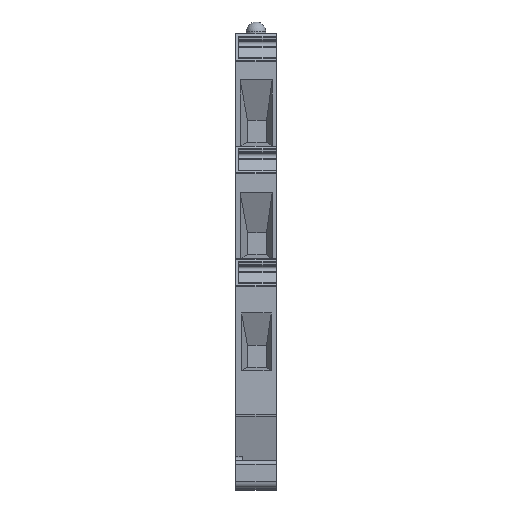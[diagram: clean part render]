
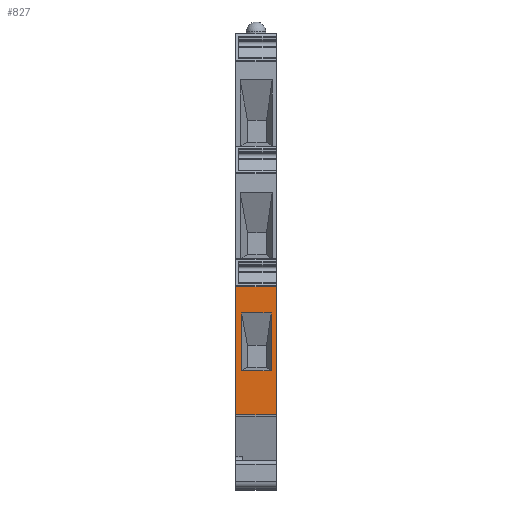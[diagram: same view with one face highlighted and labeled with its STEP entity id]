
A CAD part, left-side view. The second image highlights one B-rep face of the part: STEP entity #827.
In plain terms, the highlighted planar face has unit normal (-1, 0, 0).
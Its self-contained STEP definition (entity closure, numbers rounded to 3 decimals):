
#827 = ADVANCED_FACE( '', ( #1710, #1711 ), #1712, .F. );
#1710 = FACE_BOUND( '', #3386, .T. );
#1711 = FACE_OUTER_BOUND( '', #3387, .T. );
#1712 = PLANE( '', #3388 );
#3386 = EDGE_LOOP( '', ( #6010, #6011, #6012, #6013 ) );
#3387 = EDGE_LOOP( '', ( #6014, #6015, #6016, #6017 ) );
#3388 = AXIS2_PLACEMENT_3D( '', #6018, #6019, #6020 );
#6010 = ORIENTED_EDGE( '', *, *, #7500, .T. );
#6011 = ORIENTED_EDGE( '', *, *, #7475, .T. );
#6012 = ORIENTED_EDGE( '', *, *, #6729, .T. );
#6013 = ORIENTED_EDGE( '', *, *, #7511, .T. );
#6014 = ORIENTED_EDGE( '', *, *, #6992, .T. );
#6015 = ORIENTED_EDGE( '', *, *, #7512, .F. );
#6016 = ORIENTED_EDGE( '', *, *, #7251, .F. );
#6017 = ORIENTED_EDGE( '', *, *, #6862, .T. );
#6018 = CARTESIAN_POINT( '', ( -41.75, 6., -6.448 ) );
#6019 = DIRECTION( '', ( 1., 0., 0. ) );
#6020 = DIRECTION( '', ( 0., 0., -1. ) );
#6729 = EDGE_CURVE( '', #8116, #8121, #8123, .T. );
#6862 = EDGE_CURVE( '', #8343, #8341, #8344, .T. );
#6992 = EDGE_CURVE( '', #8341, #8549, #8551, .T. );
#7251 = EDGE_CURVE( '', #8343, #8940, #8941, .T. );
#7475 = EDGE_CURVE( '', #9195, #8116, #9197, .T. );
#7500 = EDGE_CURVE( '', #9221, #9195, #9223, .T. );
#7511 = EDGE_CURVE( '', #8121, #9221, #9234, .T. );
#7512 = EDGE_CURVE( '', #8940, #8549, #9235, .T. );
#8116 = VERTEX_POINT( '', #10055 );
#8121 = VERTEX_POINT( '', #10062 );
#8123 = LINE( '', #10065, #10066 );
#8341 = VERTEX_POINT( '', #10379 );
#8343 = VERTEX_POINT( '', #10381 );
#8344 = LINE( '', #10382, #10383 );
#8549 = VERTEX_POINT( '', #10705 );
#8551 = LINE( '', #10707, #10708 );
#8940 = VERTEX_POINT( '', #11243 );
#8941 = LINE( '', #11244, #11245 );
#9195 = VERTEX_POINT( '', #11684 );
#9197 = LINE( '', #11687, #11688 );
#9221 = VERTEX_POINT( '', #11720 );
#9223 = LINE( '', #11723, #11724 );
#9234 = LINE( '', #11737, #11738 );
#9235 = LINE( '', #11739, #11740 );
#10055 = CARTESIAN_POINT( '', ( -41.75, 0.766, -7.598 ) );
#10062 = CARTESIAN_POINT( '', ( -41.75, 0.766, -16.09 ) );
#10065 = CARTESIAN_POINT( '', ( -41.75, 0.766, -6.448 ) );
#10066 = VECTOR( '', #12203, 1000. );
#10379 = CARTESIAN_POINT( '', ( -41.75, 0., -22.565 ) );
#10381 = CARTESIAN_POINT( '', ( -41.75, 6., -22.565 ) );
#10382 = CARTESIAN_POINT( '', ( -41.75, 6., -22.565 ) );
#10383 = VECTOR( '', #12370, 1000. );
#10705 = CARTESIAN_POINT( '', ( -41.75, 0., -3.7 ) );
#10707 = CARTESIAN_POINT( '', ( -41.75, 0., -6.448 ) );
#10708 = VECTOR( '', #12568, 1000. );
#11243 = CARTESIAN_POINT( '', ( -41.75, 6., -3.7 ) );
#11244 = CARTESIAN_POINT( '', ( -41.75, 6., -22.565 ) );
#11245 = VECTOR( '', #12971, 1000. );
#11684 = CARTESIAN_POINT( '', ( -41.75, 5.135, -7.598 ) );
#11687 = CARTESIAN_POINT( '', ( -41.75, 6., -7.598 ) );
#11688 = VECTOR( '', #13155, 1000. );
#11720 = CARTESIAN_POINT( '', ( -41.75, 5.135, -16.09 ) );
#11723 = CARTESIAN_POINT( '', ( -41.75, 5.135, -6.448 ) );
#11724 = VECTOR( '', #13165, 1000. );
#11737 = CARTESIAN_POINT( '', ( -41.75, 6., -16.09 ) );
#11738 = VECTOR( '', #13171, 1000. );
#11739 = CARTESIAN_POINT( '', ( -41.75, 6., -3.7 ) );
#11740 = VECTOR( '', #13172, 1000. );
#12203 = DIRECTION( '', ( 0., 0., -1. ) );
#12370 = DIRECTION( '', ( 0., -1., 0. ) );
#12568 = DIRECTION( '', ( 0., 0., 1. ) );
#12971 = DIRECTION( '', ( 0., 0., 1. ) );
#13155 = DIRECTION( '', ( 0., -1., 0. ) );
#13165 = DIRECTION( '', ( 0., 0., 1. ) );
#13171 = DIRECTION( '', ( 0., 1., 0. ) );
#13172 = DIRECTION( '', ( 0., -1., 0. ) );
